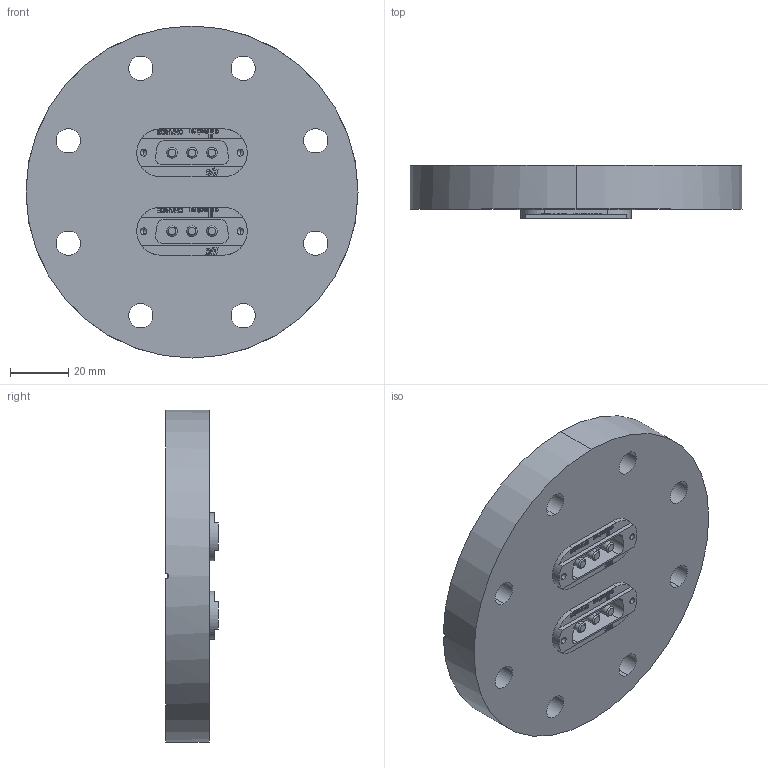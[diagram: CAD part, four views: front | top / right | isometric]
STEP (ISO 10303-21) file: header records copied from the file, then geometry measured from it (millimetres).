
FILE_DESCRIPTION (( 'STEP AP214' ), '1' );
FILE_NAME ('210-X15-3P-C63-2.STEP', '2020-11-26T14:21:09', ( '' ), ( '' ), 'SwSTEP 2.0', 'SolidWorks 2017', '' );
FILE_SCHEMA (( 'AUTOMOTIVE_DESIGN' ));
Length unit declared in the file: millimetre
Products named in the file (5): 9212-POWER-PIN-FENI-CU_vergoldet; 9218-X-X_ 218-X15-3P  Logo-HC; 218-X-X_218-X15-3p   logo; 210-X15-3P-C63-2; 9210-D15-C63-2_DN63
Assembly tree (7 placements, depth 3):
  210-X15-3P-C63-2
    9210-D15-C63-2_DN63
    218-X-X_218-X15-3p   logo  x2
      9218-X-X_ 218-X15-3P  Logo-HC
      9212-POWER-PIN-FENI-CU_vergoldet
Bounding box: 114.3 x 18.2 x 114.3 mm (x, y, z)
Volume: 137856.3 mm3; surface area: 37988.9 mm2
Topology: 9 solids, 9 shells, 646 faces, 1696 edges, 1108 vertices
Faces by surface type: plane 350, cylinder 178, bspline 74, cone 44
Entity records: 12120 total; most frequent: CARTESIAN_POINT 3736, ORIENTED_EDGE 1728, DIRECTION 1594, EDGE_CURVE 864, VECTOR 578, LINE 578, VERTEX_POINT 572, AXIS2_PLACEMENT_3D 508
